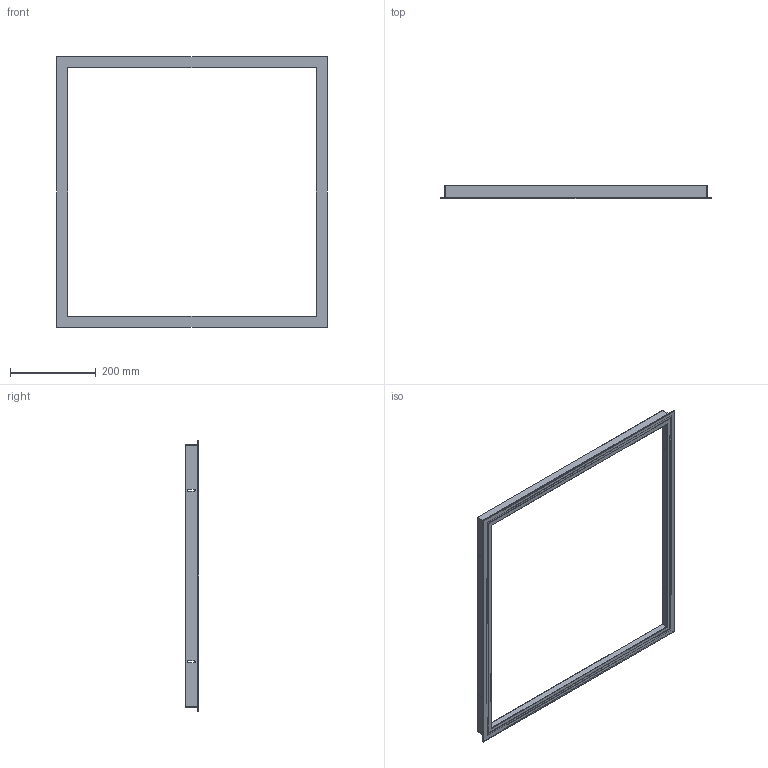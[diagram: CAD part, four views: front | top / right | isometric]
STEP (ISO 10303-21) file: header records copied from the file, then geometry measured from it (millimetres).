
FILE_DESCRIPTION((''),'2;1');
FILE_NAME('PRT0081','2025-05-08T19:47:06',('Administrator'),(''),'CREO PARAMETRIC BY PTC INC, 2019010','CREO PARAMETRIC BY PTC INC, 2019010','');
FILE_SCHEMA(('CONFIG_CONTROL_DESIGN'));
Length unit declared in the file: millimetre
Products named in the file (1): PRT0081
Bounding box: 632 x 31 x 632 mm (x, y, z)
Volume: 220424.9 mm3; surface area: 299876.3 mm2
Topology: 1 solids, 1 shells, 102 faces, 236 edges, 140 vertices
Faces by surface type: cylinder 60, plane 42
Entity records: 2934 total; most frequent: CARTESIAN_POINT 686, ORIENTED_EDGE 472, DIRECTION 400, EDGE_CURVE 236, VECTOR 164, LINE 164, VERTEX_POINT 140, AXIS2_PLACEMENT_3D 118
